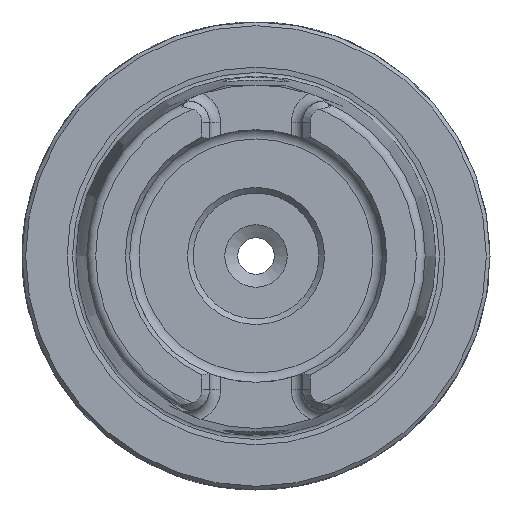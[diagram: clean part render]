
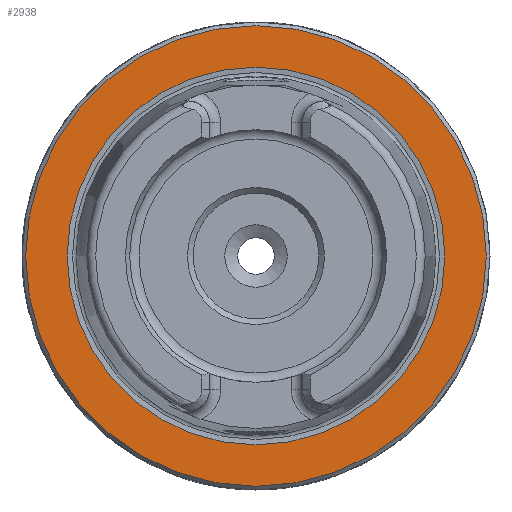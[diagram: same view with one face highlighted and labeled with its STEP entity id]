
A CAD part, left-side view. The second image highlights one B-rep face of the part: STEP entity #2938.
In plain terms, the highlighted planar face has unit normal (-1, 0, 0).
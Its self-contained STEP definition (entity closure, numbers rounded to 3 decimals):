
#88=PLANE('',#3190);
#179=FACE_BOUND('',#508,.T.);
#343=FACE_OUTER_BOUND('',#507,.T.);
#507=EDGE_LOOP('',(#2233));
#508=EDGE_LOOP('',(#2234,#2235));
#978=CIRCLE('',#3189,31.);
#979=CIRCLE('',#3191,25.42);
#980=CIRCLE('',#3192,25.42);
#1254=VERTEX_POINT('',#5740);
#1255=VERTEX_POINT('',#5744);
#1256=VERTEX_POINT('',#5745);
#1618=EDGE_CURVE('',#1254,#1254,#978,.T.);
#1619=EDGE_CURVE('',#1255,#1256,#979,.T.);
#1620=EDGE_CURVE('',#1256,#1255,#980,.T.);
#2233=ORIENTED_EDGE('',*,*,#1618,.F.);
#2234=ORIENTED_EDGE('',*,*,#1619,.T.);
#2235=ORIENTED_EDGE('',*,*,#1620,.T.);
#2938=ADVANCED_FACE('',(#343,#179),#88,.T.);
#3189=AXIS2_PLACEMENT_3D('',#5742,#3732,#3733);
#3190=AXIS2_PLACEMENT_3D('',#5743,#3734,#3735);
#3191=AXIS2_PLACEMENT_3D('',#5746,#3736,#3737);
#3192=AXIS2_PLACEMENT_3D('',#5747,#3738,#3739);
#3732=DIRECTION('center_axis',(1.,0.,0.));
#3733=DIRECTION('ref_axis',(0.,-1.,0.));
#3734=DIRECTION('center_axis',(-1.,0.,0.));
#3735=DIRECTION('ref_axis',(0.,0.,1.));
#3736=DIRECTION('center_axis',(1.,0.,0.));
#3737=DIRECTION('ref_axis',(0.,1.,0.));
#3738=DIRECTION('center_axis',(1.,0.,0.));
#3739=DIRECTION('ref_axis',(0.,1.,0.));
#5740=CARTESIAN_POINT('',(0.,31.,0.));
#5742=CARTESIAN_POINT('Origin',(0.,0.,0.));
#5743=CARTESIAN_POINT('Origin',(0.,15.75,0.));
#5744=CARTESIAN_POINT('',(0.,25.42,0.));
#5745=CARTESIAN_POINT('',(0.,-25.42,0.));
#5746=CARTESIAN_POINT('Origin',(0.,0.,0.));
#5747=CARTESIAN_POINT('Origin',(0.,0.,0.));
